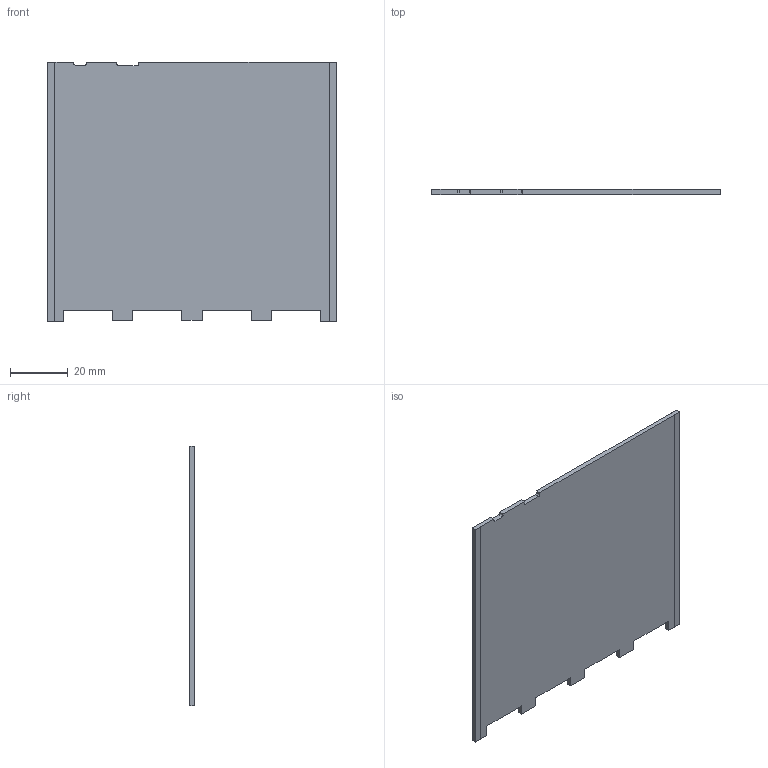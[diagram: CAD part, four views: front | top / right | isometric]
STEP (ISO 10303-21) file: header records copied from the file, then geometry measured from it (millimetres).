
FILE_DESCRIPTION (( 'STEP AP214' ), '1' );
FILE_NAME ('carrier02.revB.PCB.STEP', '2013-01-11T02:52:58', ( '' ), ( '' ), 'SwSTEP 2.0', 'SolidWorks 2012', '' );
FILE_SCHEMA (( 'AUTOMOTIVE_DESIGN' ));
Length unit declared in the file: millimetre
Products named in the file (1): carrier02.revB.PCB
Bounding box: 100.07 x 1.69 x 90 mm (x, y, z)
Volume: 14102.7 mm3; surface area: 20520.2 mm2
Topology: 7 solids, 7 shells, 70 faces, 168 edges, 112 vertices
Faces by surface type: plane 66, cylinder 4
Entity records: 2858 total; most frequent: CARTESIAN_POINT 351, ORIENTED_EDGE 336, DIRECTION 318, EDGE_CURVE 168, VECTOR 160, LINE 160, VERTEX_POINT 112, UNCERTAINTY_MEASURE_WITH_UNIT 79
